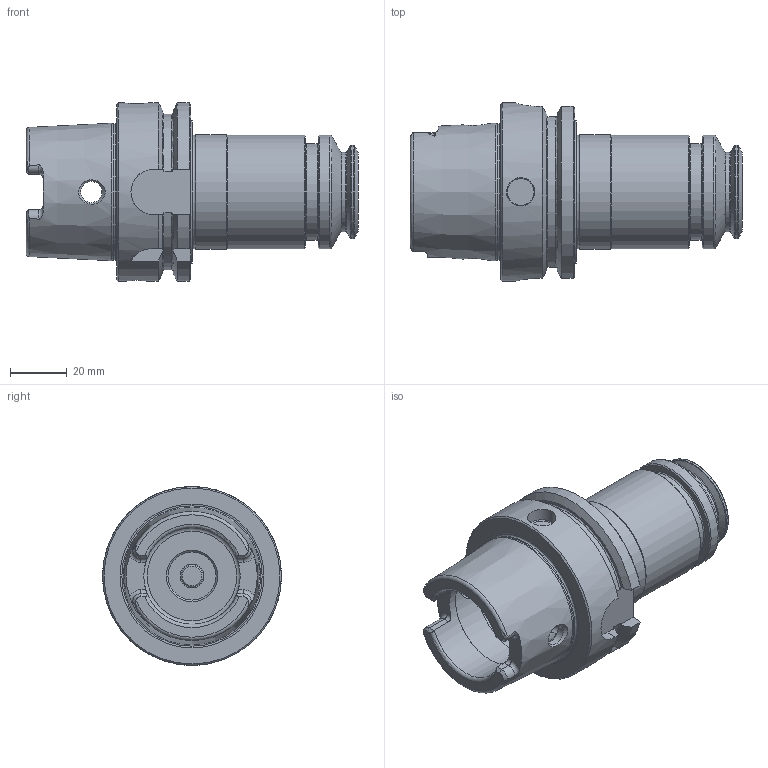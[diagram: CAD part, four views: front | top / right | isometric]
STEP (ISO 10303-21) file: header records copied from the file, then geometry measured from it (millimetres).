
FILE_DESCRIPTION(/* description */ ('Unknown'),/* implementation_level */ '2;1');
FILE_NAME(/* name */ '556372540',/* time_stamp */ '2023-09-29T10:50:25+02:00',/* author */ ('Unknown'),/* organization */ ('Unknown'),/* preprocessor_version */ 'ST-DEVELOPER v16.7',/* originating_system */ 'DEX',/* authorisation */ $);
FILE_SCHEMA (('AUTOMOTIVE_DESIGN {1 0 10303 214 3 1 1}'));
Length unit declared in the file: millimetre
Products named in the file (1): 0029445
Bounding box: 117 x 63 x 63 mm (x, y, z)
Volume: 149525.1 mm3; surface area: 39778.8 mm2
Topology: 2 solids, 2 shells, 167 faces, 414 edges, 261 vertices
Faces by surface type: plane 54, cylinder 42, cone 38, torus 33
Full cylindrical faces by diameter (mm): 7.5 x2, 8 x1, 8.4 x1, 9 x1, 10 x1, 16.917 x1, 20 x1, 23.8 x2, 24.7 x1, 25 x1, 28 x1, 33 x1, 34 x3, 40 x3, 40.5 x1, 48.039 x1, 63 x1
Entity records: 5873 total; most frequent: CARTESIAN_POINT 1191, DIRECTION 716, ORIENTED_EDGE 642, EDGE_CURVE 321, AXIS2_PLACEMENT_3D 313, EDGE_LOOP 253, FACE_BOUND 253, VERTEX_POINT 238
